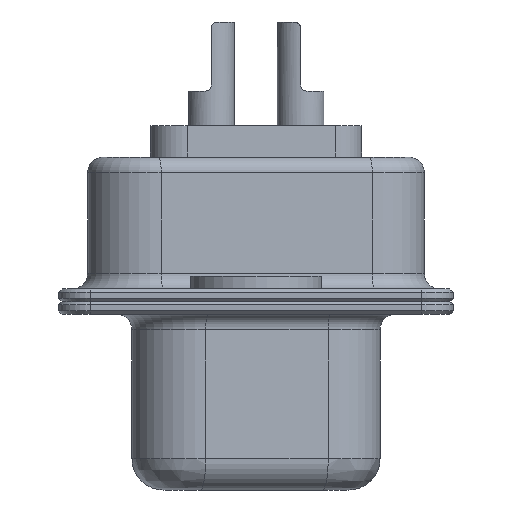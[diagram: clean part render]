
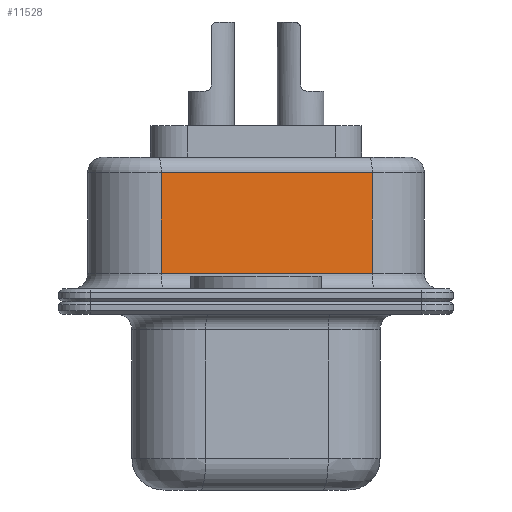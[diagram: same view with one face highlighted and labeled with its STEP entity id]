
A CAD part, left-side view. The second image highlights one B-rep face of the part: STEP entity #11528.
In plain terms, the highlighted planar face has unit normal (-0.985, -0.171, 0).
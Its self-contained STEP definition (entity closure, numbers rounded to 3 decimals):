
#278=PLANE('',#12471);
#739=LINE('',#19811,#1482);
#742=LINE('',#19818,#1485);
#743=LINE('',#19829,#1486);
#745=LINE('',#19838,#1488);
#1482=VECTOR('',#14501,10.);
#1485=VECTOR('',#14508,10.);
#1486=VECTOR('',#14521,10.);
#1488=VECTOR('',#14533,10.);
#2520=FACE_OUTER_BOUND('',#3207,.T.);
#3207=EDGE_LOOP('',(#8727,#8728,#8729,#8730));
#5068=VERTEX_POINT('',#19794);
#5071=VERTEX_POINT('',#19802);
#5076=VERTEX_POINT('',#19816);
#5079=VERTEX_POINT('',#19826);
#6381=EDGE_CURVE('',#5071,#5068,#739,.T.);
#6385=EDGE_CURVE('',#5076,#5068,#742,.T.);
#6390=EDGE_CURVE('',#5076,#5079,#743,.T.);
#6395=EDGE_CURVE('',#5079,#5071,#745,.T.);
#8727=ORIENTED_EDGE('',*,*,#6381,.T.);
#8728=ORIENTED_EDGE('',*,*,#6385,.F.);
#8729=ORIENTED_EDGE('',*,*,#6390,.T.);
#8730=ORIENTED_EDGE('',*,*,#6395,.T.);
#11528=ADVANCED_FACE('',(#2520),#278,.F.);
#12471=AXIS2_PLACEMENT_3D('',#19840,#14535,#14536);
#14501=DIRECTION('',(-0.171,0.985,0.));
#14508=DIRECTION('',(0.,0.,1.));
#14521=DIRECTION('',(0.171,-0.985,0.));
#14533=DIRECTION('',(0.,0.,1.));
#14535=DIRECTION('center_axis',(0.985,0.171,0.));
#14536=DIRECTION('ref_axis',(-0.171,0.985,0.));
#19794=CARTESIAN_POINT('',(-48.371,3.019,4.5));
#19802=CARTESIAN_POINT('',(-47.208,-3.701,4.5));
#19811=CARTESIAN_POINT('',(-47.249,-3.46,4.5));
#19816=CARTESIAN_POINT('',(-48.371,3.019,1.3));
#19818=CARTESIAN_POINT('',(-48.371,3.019,0.8));
#19826=CARTESIAN_POINT('',(-47.208,-3.701,1.3));
#19829=CARTESIAN_POINT('',(-47.252,-3.444,1.3));
#19838=CARTESIAN_POINT('',(-47.208,-3.701,0.8));
#19840=CARTESIAN_POINT('Origin',(-46.92,-5.36,0.8));
